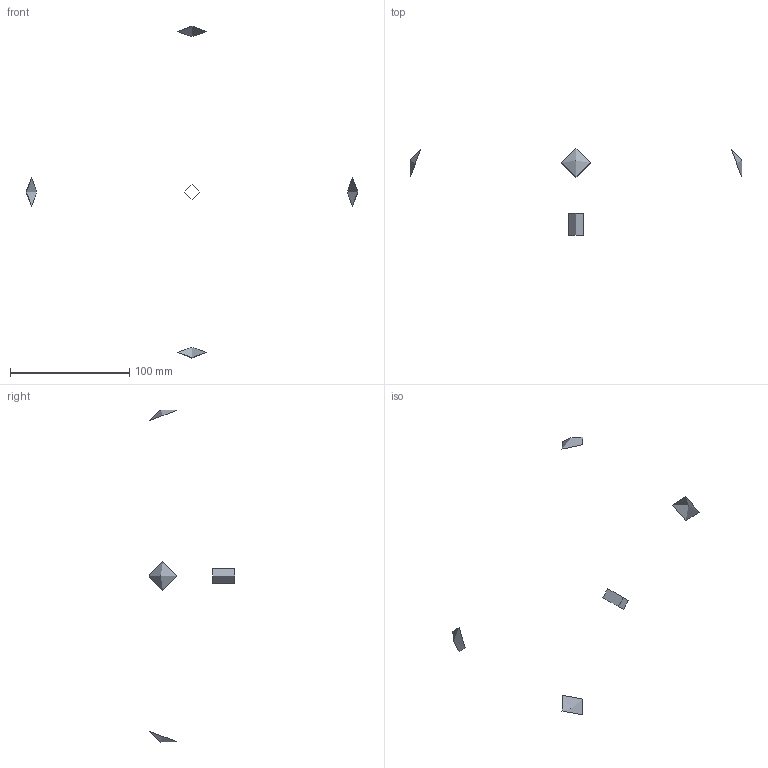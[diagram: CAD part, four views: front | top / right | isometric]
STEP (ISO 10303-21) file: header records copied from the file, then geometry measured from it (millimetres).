
FILE_DESCRIPTION(/* description */ (''),/* implementation_level */ '2;1');
FILE_NAME(/* name */ 'FA140.dxf',/* time_stamp */ '2012-11-23T15:46:22+08:00',/* author */ (''),/* organization */ (''),/* preprocessor_version */ 'ST-DEVELOPER v9',/* originating_system */ 'UGS - NX 4.0',/* authorisation */ '');
FILE_SCHEMA (('CONFIG_CONTROL_DESIGN'));
Length unit declared in the file: millimetre
Products named in the file (1): AdmiF80Exk8w
Bounding box: 278.1 x 72.04 x 278.1 mm (x, y, z)
Topology: 0 solids, 8 shells, 8 faces, 16 edges, 11 vertices
Faces by surface type: bspline 5, cylinder 3
Full cylindrical faces by diameter (mm): 12.031 x1, 42.212 x1, 55.212 x1
Entity records: 945 total; most frequent: CARTESIAN_POINT 320, DIRECTION 126, EDGE_LOOP 70, ORIENTED_EDGE 70, AXIS2_PLACEMENT_3D 63, VERTEX_POINT 39, ADVANCED_FACE 35, EDGE_CURVE 35
